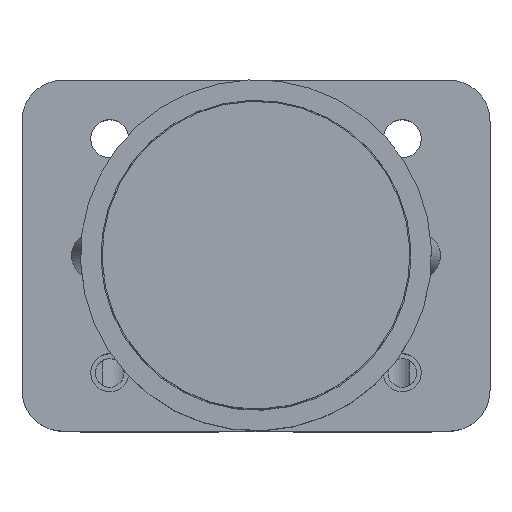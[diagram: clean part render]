
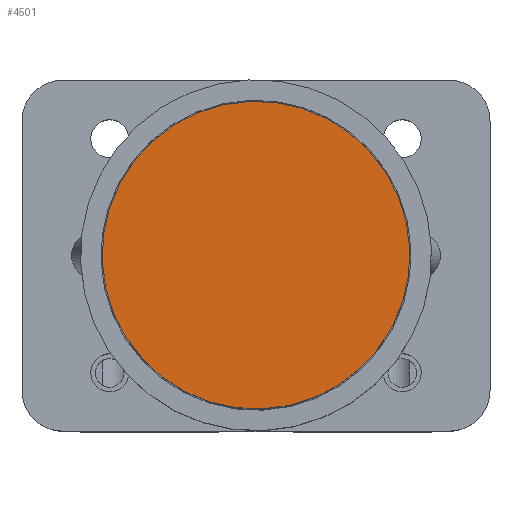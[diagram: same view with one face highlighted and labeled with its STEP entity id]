
A CAD part, top view. The second image highlights one B-rep face of the part: STEP entity #4501.
In plain terms, the highlighted face is planar.
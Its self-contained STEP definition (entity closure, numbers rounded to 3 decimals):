
#1277=PLANE('',#4782);
#1601=FACE_OUTER_BOUND('',#1906,.T.);
#1906=EDGE_LOOP('',(#4124));
#2022=CIRCLE('',#4780,13.15);
#2418=VERTEX_POINT('',#7951);
#2996=EDGE_CURVE('',#2418,#2418,#2022,.T.);
#4124=ORIENTED_EDGE('',*,*,#2996,.F.);
#4501=ADVANCED_FACE('',(#1601),#1277,.T.);
#4780=AXIS2_PLACEMENT_3D('',#7952,#5683,#5684);
#4782=AXIS2_PLACEMENT_3D('',#7955,#5687,#5688);
#5683=DIRECTION('center_axis',(0.,0.,1.));
#5684=DIRECTION('ref_axis',(1.,0.,0.));
#5687=DIRECTION('center_axis',(0.,0.,-1.));
#5688=DIRECTION('ref_axis',(-1.,0.,0.));
#7951=CARTESIAN_POINT('',(-13.15,0.,-7.));
#7952=CARTESIAN_POINT('Origin',(0.,0.,-7.));
#7955=CARTESIAN_POINT('Origin',(0.,0.,-7.));
